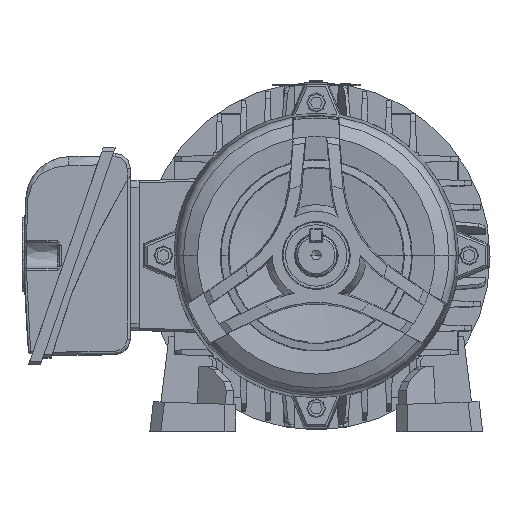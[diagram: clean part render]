
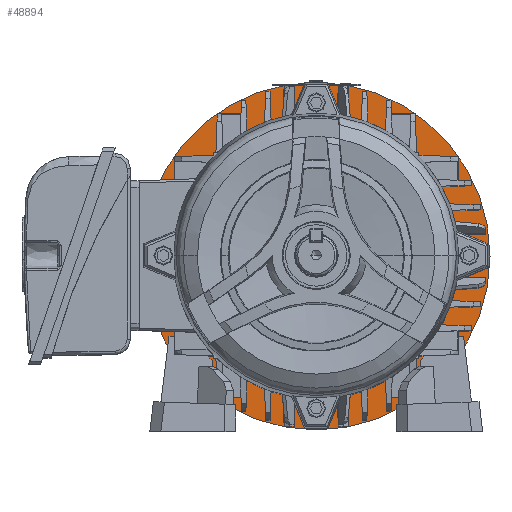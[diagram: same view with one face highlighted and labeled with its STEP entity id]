
A CAD part, top view. The second image highlights one B-rep face of the part: STEP entity #48894.
In plain terms, the highlighted face is planar.
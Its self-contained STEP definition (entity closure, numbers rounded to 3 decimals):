
#5163 = AXIS2_PLACEMENT_3D ( 'NONE', #71654, #14880, #49650 ) ;
#11564 = EDGE_LOOP ( 'NONE', ( #53005, #39417 ) ) ;
#13406 = AXIS2_PLACEMENT_3D ( 'NONE', #66299, #31377, #55074 ) ;
#14880 = DIRECTION ( 'NONE',  ( 0., 0., -1. ) ) ;
#19919 = CARTESIAN_POINT ( 'NONE',  ( 79., 0., 0. ) ) ;
#22522 = EDGE_CURVE ( 'NONE', #60985, #47717, #31717, .T. ) ;
#22592 = DIRECTION ( 'NONE',  ( -1., 0., 0. ) ) ;
#24057 = FACE_OUTER_BOUND ( 'NONE', #11564, .T. ) ;
#31377 = DIRECTION ( 'NONE',  ( 0., 0., -1. ) ) ;
#31605 = EDGE_CURVE ( 'NONE', #47717, #60985, #61205, .T. ) ;
#31717 = CIRCLE ( 'NONE', #69400, 79. ) ;
#39417 = ORIENTED_EDGE ( 'NONE', *, *, #22522, .T. ) ;
#47717 = VERTEX_POINT ( 'NONE', #48633 ) ;
#48633 = CARTESIAN_POINT ( 'NONE',  ( -79., 0., 0. ) ) ;
#48894 = ADVANCED_FACE ( 'NONE', ( #24057 ), #66613, .T. ) ;
#49650 = DIRECTION ( 'NONE',  ( -1., 0., 0. ) ) ;
#51120 = CARTESIAN_POINT ( 'NONE',  ( 0., 0., 0. ) ) ;
#53005 = ORIENTED_EDGE ( 'NONE', *, *, #31605, .T. ) ;
#55074 = DIRECTION ( 'NONE',  ( -1., 0., 0. ) ) ;
#56852 = DIRECTION ( 'NONE',  ( 0., 0., -1. ) ) ;
#60985 = VERTEX_POINT ( 'NONE', #19919 ) ;
#61205 = CIRCLE ( 'NONE', #13406, 79. ) ;
#66299 = CARTESIAN_POINT ( 'NONE',  ( 0., 0., 0. ) ) ;
#66613 = PLANE ( 'NONE',  #5163 ) ;
#69400 = AXIS2_PLACEMENT_3D ( 'NONE', #51120, #56852, #22592 ) ;
#71654 = CARTESIAN_POINT ( 'NONE',  ( 0., 0., 0. ) ) ;
